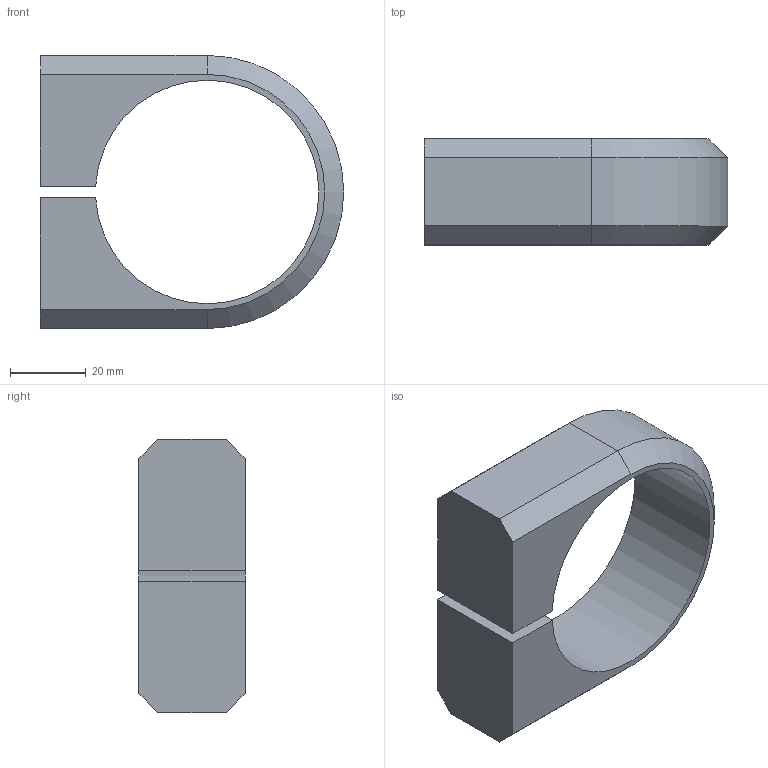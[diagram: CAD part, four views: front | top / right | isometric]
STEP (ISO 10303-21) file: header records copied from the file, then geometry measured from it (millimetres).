
FILE_DESCRIPTION(/* description */ (''),/* implementation_level */ '2;1');
FILE_NAME(/* name */ 'clamp.stp',/* time_stamp */ '2018-09-06T07:38:43+02:00',/* author */ ('B011343'),/* organization */ ('Eneria'),/* preprocessor_version */ 'ST-DEVELOPER v16.1',/* originating_system */ 'Autodesk Inventor 2016',/* authorisation */ '');
FILE_SCHEMA (('AUTOMOTIVE_DESIGN { 1 0 10303 214 3 1 1 }'));
Length unit declared in the file: millimetre
Products named in the file (1): clamp
Bounding box: 80 x 28 x 72 mm (x, y, z)
Volume: 63293.3 mm3; surface area: 17086.9 mm2
Topology: 1 solids, 1 shells, 16 faces, 38 edges, 24 vertices
Faces by surface type: plane 12, cone 2, cylinder 2
Entity records: 480 total; most frequent: CARTESIAN_POINT 79, DIRECTION 78, ORIENTED_EDGE 76, EDGE_CURVE 38, LINE 32, VECTOR 32, VERTEX_POINT 24, AXIS2_PLACEMENT_3D 23
